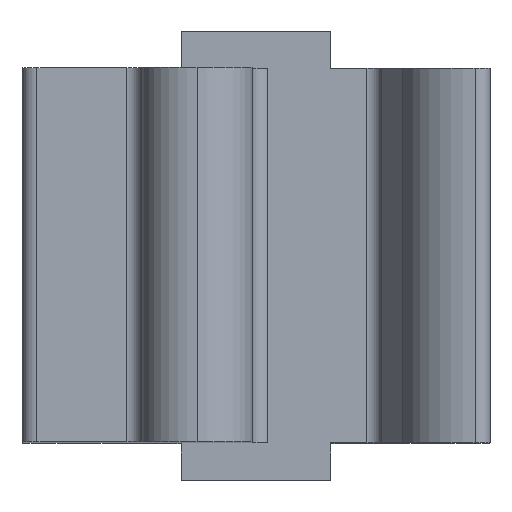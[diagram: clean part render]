
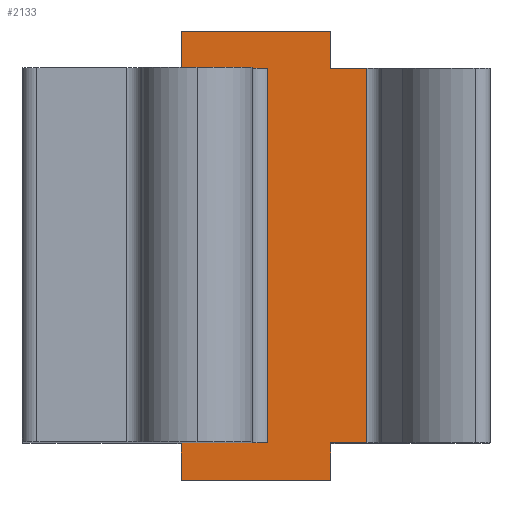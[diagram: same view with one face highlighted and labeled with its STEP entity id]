
A CAD part, top view. The second image highlights one B-rep face of the part: STEP entity #2133.
In plain terms, the highlighted planar face has unit normal (0, 0, 1).
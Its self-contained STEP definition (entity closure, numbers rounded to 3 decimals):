
#124 = ORIENTED_EDGE ( 'NONE', *, *, #1867, .T. ) ;
#125 = ORIENTED_EDGE ( 'NONE', *, *, #1876, .T. ) ;
#126 = ORIENTED_EDGE ( 'NONE', *, *, #1879, .T. ) ;
#127 = ORIENTED_EDGE ( 'NONE', *, *, #1954, .T. ) ;
#128 = ORIENTED_EDGE ( 'NONE', *, *, #1871, .T. ) ;
#129 = ORIENTED_EDGE ( 'NONE', *, *, #1874, .T. ) ;
#130 = ORIENTED_EDGE ( 'NONE', *, *, #1881, .T. ) ;
#131 = ORIENTED_EDGE ( 'NONE', *, *, #1911, .F. ) ;
#132 = ORIENTED_EDGE ( 'NONE', *, *, #1900, .T. ) ;
#133 = ORIENTED_EDGE ( 'NONE', *, *, #1912, .F. ) ;
#134 = ORIENTED_EDGE ( 'NONE', *, *, #1913, .F. ) ;
#136 = ORIENTED_EDGE ( 'NONE', *, *, #1885, .T. ) ;
#281 = VERTEX_POINT ( 'NONE', #537 ) ;
#282 = VERTEX_POINT ( 'NONE', #538 ) ;
#284 = VERTEX_POINT ( 'NONE', #540 ) ;
#286 = VERTEX_POINT ( 'NONE', #542 ) ;
#288 = VERTEX_POINT ( 'NONE', #544 ) ;
#289 = VERTEX_POINT ( 'NONE', #545 ) ;
#290 = VERTEX_POINT ( 'NONE', #546 ) ;
#292 = VERTEX_POINT ( 'NONE', #548 ) ;
#293 = VERTEX_POINT ( 'NONE', #549 ) ;
#298 = VERTEX_POINT ( 'NONE', #554 ) ;
#301 = VERTEX_POINT ( 'NONE', #557 ) ;
#304 = VERTEX_POINT ( 'NONE', #560 ) ;
#522 = EDGE_LOOP ( 'NONE', ( #125, #126, #127, #124, #128, #129, #130, #131, #133, #132, #134, #136 ) ) ;
#537 = CARTESIAN_POINT ( 'NONE',  ( 4., -20., 9.5 ) ) ;
#538 = CARTESIAN_POINT ( 'NONE',  ( 5.927, -20., 9.5 ) ) ;
#540 = CARTESIAN_POINT ( 'NONE',  ( 5.927, 0., 9.5 ) ) ;
#542 = CARTESIAN_POINT ( 'NONE',  ( 4., 0., 9.5 ) ) ;
#544 = CARTESIAN_POINT ( 'NONE',  ( 4., 2., 9.5 ) ) ;
#545 = CARTESIAN_POINT ( 'NONE',  ( -4., -22., 9.5 ) ) ;
#546 = CARTESIAN_POINT ( 'NONE',  ( 4., -22., 9.5 ) ) ;
#548 = CARTESIAN_POINT ( 'NONE',  ( -4., 2., 9.5 ) ) ;
#549 = CARTESIAN_POINT ( 'NONE',  ( -4., -20., 9.5 ) ) ;
#554 = CARTESIAN_POINT ( 'NONE',  ( 0.6, 0., 9.5 ) ) ;
#557 = CARTESIAN_POINT ( 'NONE',  ( 0.6, -20., 9.5 ) ) ;
#560 = CARTESIAN_POINT ( 'NONE',  ( -4., 0., 9.5 ) ) ;
#771 = LINE ( 'NONE', #772, #1781 ) ;
#772 = CARTESIAN_POINT ( 'NONE',  ( 5.927, -10., 9.5 ) ) ;
#773 = DIRECTION ( 'NONE',  ( 0., 1., 0. ) ) ;
#782 = LINE ( 'NONE', #783, #1778 ) ;
#783 = CARTESIAN_POINT ( 'NONE',  ( 0.963, 0., 9.5 ) ) ;
#784 = DIRECTION ( 'NONE',  ( -1., 0., 0. ) ) ;
#791 = LINE ( 'NONE', #792, #1775 ) ;
#792 = CARTESIAN_POINT ( 'NONE',  ( 4., -10., 9.5 ) ) ;
#793 = DIRECTION ( 'NONE',  ( 0., 1., 0. ) ) ;
#796 = LINE ( 'NONE', #797, #1773 ) ;
#797 = CARTESIAN_POINT ( 'NONE',  ( 0.963, -22., 9.5 ) ) ;
#798 = DIRECTION ( 'NONE',  ( 1., 0., 0. ) ) ;
#804 = LINE ( 'NONE', #805, #1771 ) ;
#805 = CARTESIAN_POINT ( 'NONE',  ( 4., -10., 9.5 ) ) ;
#806 = DIRECTION ( 'NONE',  ( 0., 1., 0. ) ) ;
#810 = LINE ( 'NONE', #811, #1769 ) ;
#811 = CARTESIAN_POINT ( 'NONE',  ( 0.963, 2., 9.5 ) ) ;
#812 = DIRECTION ( 'NONE',  ( -1., 0., 0. ) ) ;
#821 = LINE ( 'NONE', #822, #1766 ) ;
#822 = CARTESIAN_POINT ( 'NONE',  ( -4., -10., 9.5 ) ) ;
#823 = DIRECTION ( 'NONE',  ( 0., -1., 0. ) ) ;
#866 = LINE ( 'NONE', #867, #1751 ) ;
#867 = CARTESIAN_POINT ( 'NONE',  ( 0.6, -10., 9.5 ) ) ;
#868 = DIRECTION ( 'NONE',  ( 0., -1., 0. ) ) ;
#877 = CARTESIAN_POINT ( 'NONE',  ( -4., 0., 9.5 ) ) ;
#899 = CARTESIAN_POINT ( 'NONE',  ( -4., 2., 9.5 ) ) ;
#901 = LINE ( 'NONE', #902, #1740 ) ;
#902 = CARTESIAN_POINT ( 'NONE',  ( -5.95, 0., 9.5 ) ) ;
#903 = DIRECTION ( 'NONE',  ( -1., 0., 0. ) ) ;
#904 = LINE ( 'NONE', #905, #1739 ) ;
#905 = CARTESIAN_POINT ( 'NONE',  ( -5.95, -20., 9.5 ) ) ;
#906 = DIRECTION ( 'NONE',  ( 1., 0., 0. ) ) ;
#1019 = LINE ( 'NONE', #1020, #1825 ) ;
#1020 = CARTESIAN_POINT ( 'NONE',  ( 0.963, -20., 9.5 ) ) ;
#1021 = DIRECTION ( 'NONE',  ( 1., 0., 0. ) ) ;
#1329 = FACE_OUTER_BOUND ( 'NONE', #522, .T. ) ;
#1332 = AXIS2_PLACEMENT_3D ( 'NONE', #1623, #1624, #1625 ) ;
#1622 = PLANE ( 'NONE',  #1332 ) ;
#1623 = CARTESIAN_POINT ( 'NONE',  ( -4., 2., 9.5 ) ) ;
#1624 = DIRECTION ( 'NONE',  ( 0., 0., 1. ) ) ;
#1625 = DIRECTION ( 'NONE',  ( 0., -1., 0. ) ) ;
#1739 = VECTOR ( 'NONE', #906, 1000. ) ;
#1740 = VECTOR ( 'NONE', #903, 1000. ) ;
#1751 = VECTOR ( 'NONE', #868, 1000. ) ;
#1766 = VECTOR ( 'NONE', #823, 1000. ) ;
#1769 = VECTOR ( 'NONE', #812, 1000. ) ;
#1771 = VECTOR ( 'NONE', #806, 1000. ) ;
#1773 = VECTOR ( 'NONE', #798, 1000. ) ;
#1775 = VECTOR ( 'NONE', #793, 1000. ) ;
#1778 = VECTOR ( 'NONE', #784, 1000. ) ;
#1781 = VECTOR ( 'NONE', #773, 1000. ) ;
#1825 = VECTOR ( 'NONE', #1021, 1000. ) ;
#1867 = EDGE_CURVE ( 'NONE', #282, #284, #771, .T. ) ;
#1871 = EDGE_CURVE ( 'NONE', #284, #286, #782, .T. ) ;
#1874 = EDGE_CURVE ( 'NONE', #286, #288, #791, .T. ) ;
#1876 = EDGE_CURVE ( 'NONE', #289, #290, #796, .T. ) ;
#1879 = EDGE_CURVE ( 'NONE', #290, #281, #804, .T. ) ;
#1881 = EDGE_CURVE ( 'NONE', #288, #292, #810, .T. ) ;
#1885 = EDGE_CURVE ( 'NONE', #293, #289, #821, .T. ) ;
#1900 = EDGE_CURVE ( 'NONE', #298, #301, #866, .T. ) ;
#1911 = EDGE_CURVE ( 'NONE', #304, #292, #1996, .T. ) ;
#1912 = EDGE_CURVE ( 'NONE', #298, #304, #901, .T. ) ;
#1913 = EDGE_CURVE ( 'NONE', #293, #301, #904, .T. ) ;
#1954 = EDGE_CURVE ( 'NONE', #281, #282, #1019, .T. ) ;
#1996 = B_SPLINE_CURVE_WITH_KNOTS ( 'NONE', 1,
 ( #877, #899 ),
 .UNSPECIFIED., .F., .F.,
 ( 2, 2 ),
 ( 0., 2. ),
 .UNSPECIFIED. ) ;
#2133 = ADVANCED_FACE ( 'NONE', ( #1329 ), #1622, .T. ) ;
